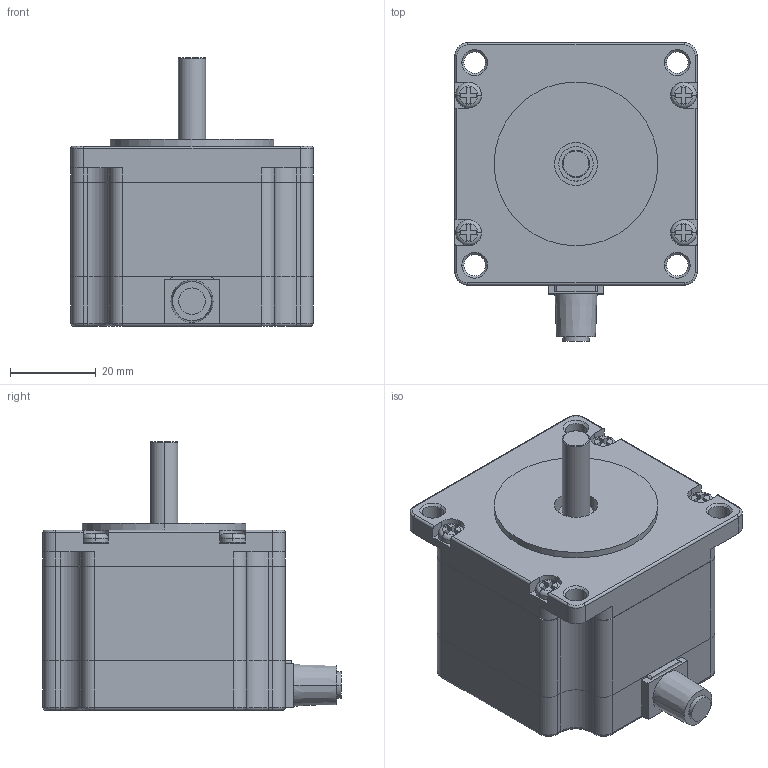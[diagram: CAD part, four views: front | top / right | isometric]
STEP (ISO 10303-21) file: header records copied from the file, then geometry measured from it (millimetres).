
FILE_DESCRIPTION((''),'2;1');
FILE_NAME('MT23HE17028M4_ASM','2017-03-20T',('Matteo Maccalli'),(''),'PRO/ENGINEER BY PARAMETRIC TECHNOLOGY CORPORATION, 2006320','PRO/ENGINEER BY PARAMETRIC TECHNOLOGY CORPORATION, 2006320','');
FILE_SCHEMA(('AUTOMOTIVE_DESIGN_CC2 { 1 2 10303 214 -1 1 5 2 }'));
Length unit declared in the file: millimetre
Products named in the file (8): MT23HE_FLANGIA_FRONT_FOR5; MT23HE17_STACK_21E9; MT23HE_FLANGIA_POSTERIORE_; TCC_M3X25; MT23HE_ALBERO_ANT_NO_SPIANATO; USCITA_CAVO; USCITA_CAVI_NO_PROTECTED; MT23HE17028M4_ASM
Assembly tree (10 placements, depth 2):
  MT23HE17028M4_ASM
    MT23HE_FLANGIA_FRONT_FOR5
    MT23HE17_STACK_21E9
    MT23HE_FLANGIA_POSTERIORE_
    TCC_M3X25  x4
    MT23HE_ALBERO_ANT_NO_SPIANATO
    USCITA_CAVO
    USCITA_CAVI_NO_PROTECTED
Bounding box: 56.4 x 69.4 x 62.5 mm (x, y, z)
Volume: 122785.7 mm3; surface area: 31884.1 mm2
Topology: 15 solids, 19 shells, 390 faces, 948 edges, 593 vertices
Faces by surface type: plane 160, cylinder 146, cone 42, torus 34, sphere 8
Entity records: 11241 total; most frequent: DIRECTION 1744, CARTESIAN_POINT 1564, ORIENTED_EDGE 1476, EDGE_CURVE 746, AXIS2_PLACEMENT_3D 673, PRESENTATION_STYLE_ASSIGNMENT 608, STYLED_ITEM 600, CURVE_STYLE 586
